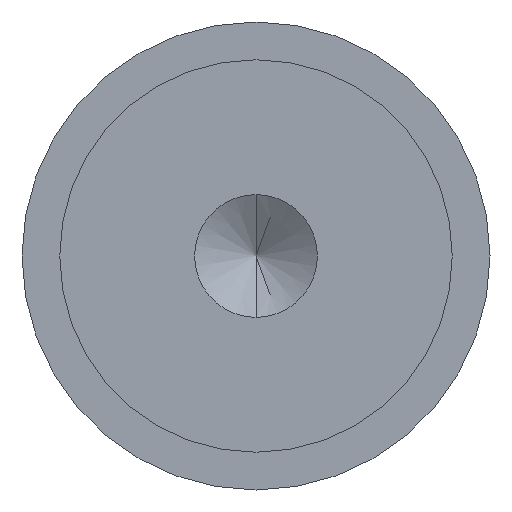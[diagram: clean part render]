
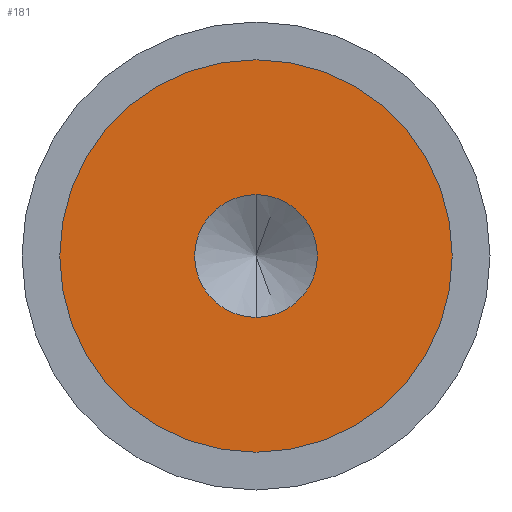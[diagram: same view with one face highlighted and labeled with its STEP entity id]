
A CAD part, left-side view. The second image highlights one B-rep face of the part: STEP entity #181.
In plain terms, the highlighted planar face has unit normal (-1, 0, 0).
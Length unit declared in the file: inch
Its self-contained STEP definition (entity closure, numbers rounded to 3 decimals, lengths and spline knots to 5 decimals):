
#3 = AXIS2_PLACEMENT_3D ( 'NONE', #343, #188, #637 ) ;
#25 = CARTESIAN_POINT ( 'NONE',  ( -0.079, 0., -0.09843 ) ) ;
#31 = AXIS2_PLACEMENT_3D ( 'NONE', #262, #528, #514 ) ;
#69 = DIRECTION ( 'NONE',  ( -1., 0., 0. ) ) ;
#71 = AXIS2_PLACEMENT_3D ( 'NONE', #272, #69, #267 ) ;
#81 = CARTESIAN_POINT ( 'NONE',  ( -0.079, -0.3145, 0. ) ) ;
#115 = FACE_BOUND ( 'NONE', #542, .T. ) ;
#161 = EDGE_LOOP ( 'NONE', ( #539, #638 ) ) ;
#167 = CARTESIAN_POINT ( 'NONE',  ( -0.079, 0.3145, 0. ) ) ;
#172 = VERTEX_POINT ( 'NONE', #167 ) ;
#181 = ADVANCED_FACE ( 'NONE', ( #115, #314 ), #368, .T. ) ;
#188 = DIRECTION ( 'NONE',  ( -1., 0., 0. ) ) ;
#207 = EDGE_CURVE ( 'NONE', #256, #239, #437, .T. ) ;
#239 = VERTEX_POINT ( 'NONE', #25 ) ;
#256 = VERTEX_POINT ( 'NONE', #325 ) ;
#262 = CARTESIAN_POINT ( 'NONE',  ( -0.079, 0., 0. ) ) ;
#267 = DIRECTION ( 'NONE',  ( 0., -1., 0. ) ) ;
#272 = CARTESIAN_POINT ( 'NONE',  ( -0.079, 0., 0. ) ) ;
#281 = CIRCLE ( 'NONE', #31, 0.3145 ) ;
#285 = EDGE_CURVE ( 'NONE', #239, #256, #319, .T. ) ;
#299 = EDGE_CURVE ( 'NONE', #172, #421, #580, .T. ) ;
#314 = FACE_OUTER_BOUND ( 'NONE', #161, .T. ) ;
#319 = CIRCLE ( 'NONE', #491, 0.09843 ) ;
#325 = CARTESIAN_POINT ( 'NONE',  ( -0.079, 0., 0.09843 ) ) ;
#329 = CARTESIAN_POINT ( 'NONE',  ( -0.079, 0., 0. ) ) ;
#343 = CARTESIAN_POINT ( 'NONE',  ( -0.079, 0., 0. ) ) ;
#368 = PLANE ( 'NONE',  #71 ) ;
#371 = CARTESIAN_POINT ( 'NONE',  ( -0.079, 0., 0. ) ) ;
#376 = ORIENTED_EDGE ( 'NONE', *, *, #285, .F. ) ;
#416 = DIRECTION ( 'NONE',  ( -1., 0., 0. ) ) ;
#421 = VERTEX_POINT ( 'NONE', #81 ) ;
#437 = CIRCLE ( 'NONE', #640, 0.09843 ) ;
#491 = AXIS2_PLACEMENT_3D ( 'NONE', #329, #645, #533 ) ;
#514 = DIRECTION ( 'NONE',  ( 0., -1., 0. ) ) ;
#528 = DIRECTION ( 'NONE',  ( -1., 0., 0. ) ) ;
#533 = DIRECTION ( 'NONE',  ( 0., 0., 1. ) ) ;
#539 = ORIENTED_EDGE ( 'NONE', *, *, #299, .T. ) ;
#542 = EDGE_LOOP ( 'NONE', ( #602, #376 ) ) ;
#580 = CIRCLE ( 'NONE', #3, 0.3145 ) ;
#602 = ORIENTED_EDGE ( 'NONE', *, *, #207, .F. ) ;
#606 = EDGE_CURVE ( 'NONE', #421, #172, #281, .T. ) ;
#633 = DIRECTION ( 'NONE',  ( 0., 0., 1. ) ) ;
#637 = DIRECTION ( 'NONE',  ( 0., -1., 0. ) ) ;
#638 = ORIENTED_EDGE ( 'NONE', *, *, #606, .T. ) ;
#640 = AXIS2_PLACEMENT_3D ( 'NONE', #371, #416, #633 ) ;
#645 = DIRECTION ( 'NONE',  ( -1., 0., 0. ) ) ;
